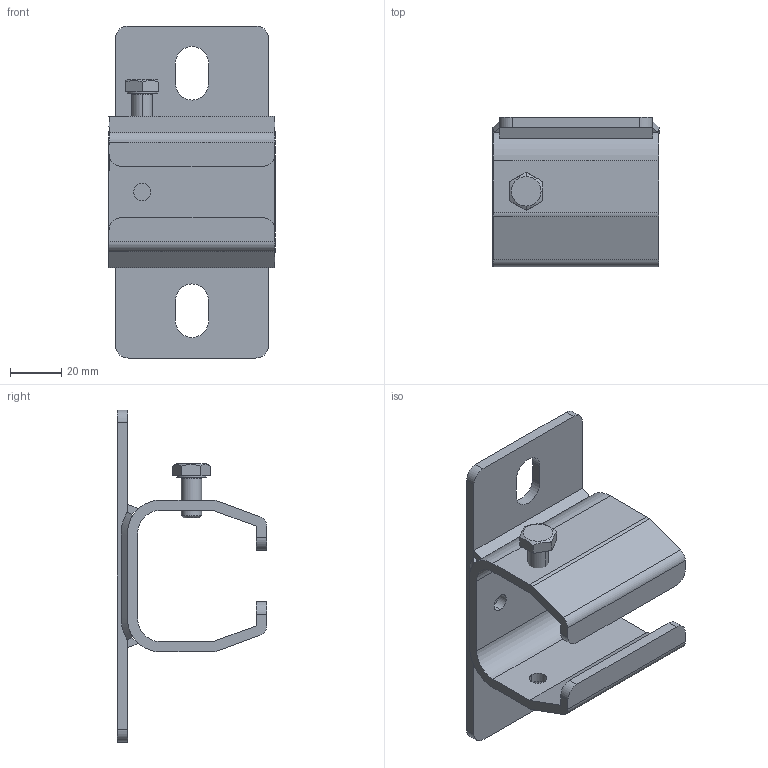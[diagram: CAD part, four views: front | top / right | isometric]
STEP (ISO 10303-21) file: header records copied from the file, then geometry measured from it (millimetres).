
FILE_DESCRIPTION (( 'STEP AP214' ), '1' );
FILE_NAME ('0081909.step', '2022-08-05T08:17:28', ( '' ), ( '' ), 'SwSTEP 2.0', 'SolidWorks 2020', '' );
FILE_SCHEMA (( 'AUTOMOTIVE_DESIGN' ));
Length unit declared in the file: millimetre
Products named in the file (1): 0081909
Bounding box: 65 x 58.5 x 130 mm (x, y, z)
Volume: 76318.6 mm3; surface area: 44279.5 mm2
Topology: 7 solids, 7 shells, 96 faces, 234 edges, 154 vertices
Faces by surface type: plane 54, cylinder 32, bspline 6, cone 4
Entity records: 4820 total; most frequent: CARTESIAN_POINT 1369, DIRECTION 472, ORIENTED_EDGE 468, EDGE_CURVE 234, AXIS2_PLACEMENT_3D 161, VERTEX_POINT 154, LINE 150, VECTOR 150
